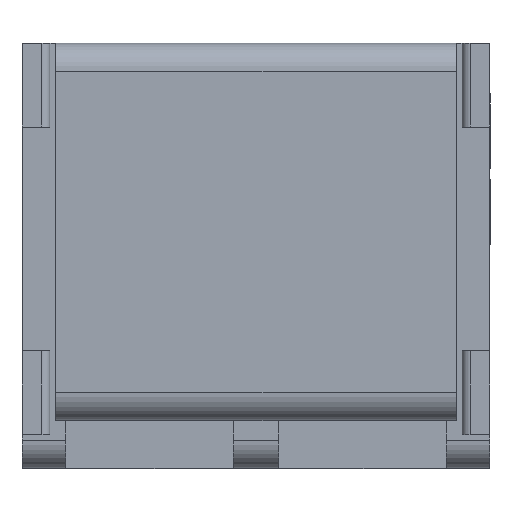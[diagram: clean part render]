
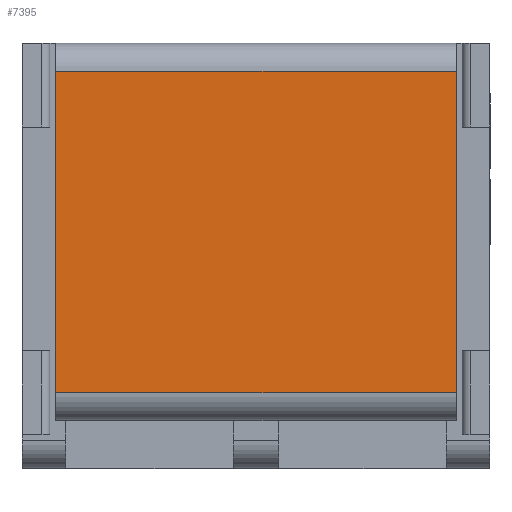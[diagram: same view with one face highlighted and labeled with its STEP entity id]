
A CAD part, top view. The second image highlights one B-rep face of the part: STEP entity #7395.
In plain terms, the highlighted planar face has unit normal (0, 0, 1).
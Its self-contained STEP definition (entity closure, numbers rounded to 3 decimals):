
#504=PLANE('',#7849);
#777=FACE_OUTER_BOUND('',#1171,.T.);
#1171=EDGE_LOOP('',(#5629,#5630,#5631,#5632));
#1771=LINE('',#10892,#2549);
#1772=LINE('',#10894,#2550);
#1773=LINE('',#10896,#2551);
#1774=LINE('',#10897,#2552);
#2549=VECTOR('',#8795,1000.);
#2550=VECTOR('',#8796,1000.);
#2551=VECTOR('',#8797,1000.);
#2552=VECTOR('',#8798,1000.);
#3337=VERTEX_POINT('',#10890);
#3338=VERTEX_POINT('',#10891);
#3339=VERTEX_POINT('',#10893);
#3340=VERTEX_POINT('',#10895);
#4181=EDGE_CURVE('',#3337,#3338,#1771,.T.);
#4182=EDGE_CURVE('',#3338,#3339,#1772,.T.);
#4183=EDGE_CURVE('',#3340,#3339,#1773,.T.);
#4184=EDGE_CURVE('',#3340,#3337,#1774,.T.);
#5629=ORIENTED_EDGE('',*,*,#4181,.T.);
#5630=ORIENTED_EDGE('',*,*,#4182,.T.);
#5631=ORIENTED_EDGE('',*,*,#4183,.F.);
#5632=ORIENTED_EDGE('',*,*,#4184,.T.);
#7395=ADVANCED_FACE('',(#777),#504,.F.);
#7849=AXIS2_PLACEMENT_3D('',#10889,#8793,#8794);
#8793=DIRECTION('center_axis',(0.,0.,-1.));
#8794=DIRECTION('ref_axis',(-1.,0.,0.));
#8795=DIRECTION('',(0.,-1.,0.));
#8796=DIRECTION('',(1.,0.,0.));
#8797=DIRECTION('',(0.,-1.,0.));
#8798=DIRECTION('',(-1.,0.,0.));
#10889=CARTESIAN_POINT('Origin',(21.017,-5.9,16.2));
#10890=CARTESIAN_POINT('',(-7.17,6.6,16.2));
#10891=CARTESIAN_POINT('',(-7.17,-4.9,16.2));
#10892=CARTESIAN_POINT('',(-7.17,-5.9,16.2));
#10893=CARTESIAN_POINT('',(7.17,-4.9,16.2));
#10894=CARTESIAN_POINT('',(21.017,-4.9,16.2));
#10895=CARTESIAN_POINT('',(7.17,6.6,16.2));
#10896=CARTESIAN_POINT('',(7.17,-5.9,16.2));
#10897=CARTESIAN_POINT('',(21.017,6.6,16.2));
